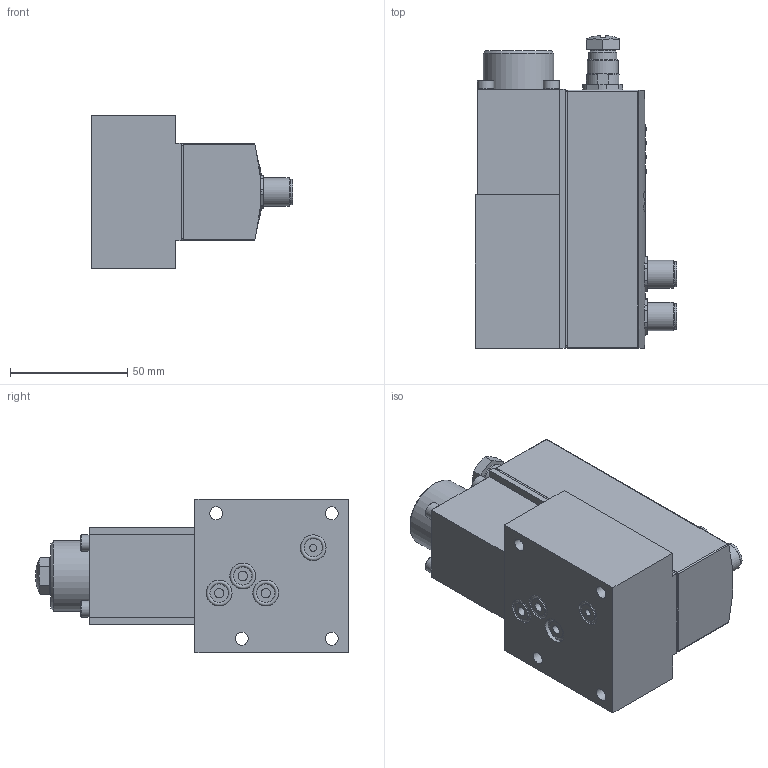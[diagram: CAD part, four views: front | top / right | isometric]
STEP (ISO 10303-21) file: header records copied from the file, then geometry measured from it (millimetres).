
FILE_DESCRIPTION(/* description */ ('STEP AP214'),/* implementation_level */ '2;1');
FILE_NAME(/* name */ '1635984_VPPL-3Q-3-0L20H-V1-A-S1-2',/* time_stamp */ '2024-09-17T02:34:03+02:00',/* author */ ('License CC BY-ND 4.0'),/* organization */ ('CADENAS'),/* preprocessor_version */ 'ST-DEVELOPER v19.3',/* originating_system */ 'PARTsolutions',/* authorisation */ ' ');
FILE_SCHEMA (('AUTOMOTIVE_DESIGN {1 0 10303 214 3 1 1}'));
Length unit declared in the file: millimetre
Products named in the file (4): 1635984 VPPL-3Q-3-0L20H-V1-A-S1-2; 1635984 VPPL-3Q-3-0L20H-V1-A-S1-2---(V); ISO-4762 M4x50; 165592 ISK-M12
Assembly tree (6 placements, depth 2):
  1635984 VPPL-3Q-3-0L20H-V1-A-S1-2
    1635984 VPPL-3Q-3-0L20H-V1-A-S1-2---(V)
    ISO-4762 M4x50  x4
    165592 ISK-M12
Bounding box: 86.1 x 133.55 x 65.5 mm (x, y, z)
Volume: 355468.1 mm3; surface area: 57410.9 mm2
Topology: 6 solids, 6 shells, 398 faces, 916 edges, 586 vertices
Faces by surface type: plane 208, cylinder 116, cone 63, torus 10, sphere 1
Full cylindrical faces by diameter (mm): 1 x10, 1.1 x5, 3 x1, 3.242 x4, 4 x7, 4.134 x1, 4.4 x4, 5.5 x4, 7 x4, 7.8 x4, 8.6 x1, 10 x4, 10.106 x1, 10.3 x1, 10.773 x3, 11 x4, 12 x3, 13.2 x1, 16 x2, 30 x1
Entity records: 10151 total; most frequent: CARTESIAN_POINT 1547, DIRECTION 1462, ORIENTED_EDGE 1206, EDGE_CURVE 603, AXIS2_PLACEMENT_3D 568, FACE_BOUND 478, EDGE_LOOP 466, VERTEX_POINT 451
